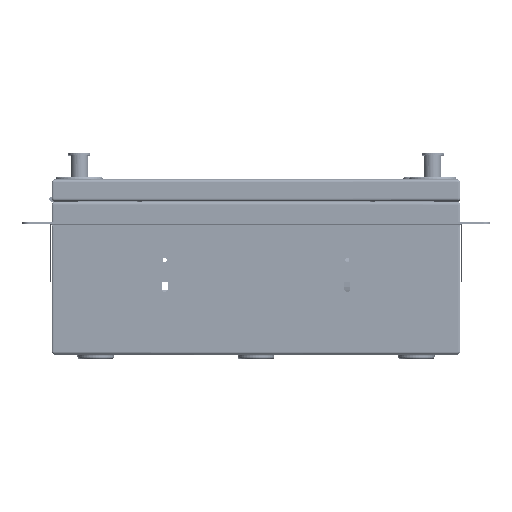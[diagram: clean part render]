
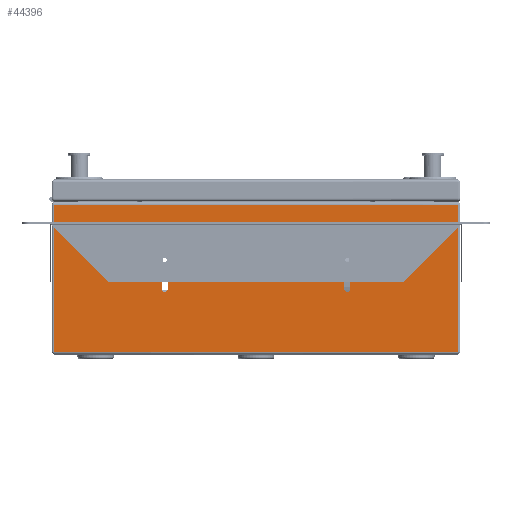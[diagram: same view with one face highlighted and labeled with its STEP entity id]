
A CAD part, front view. The second image highlights one B-rep face of the part: STEP entity #44396.
In plain terms, the highlighted planar face has unit normal (0, -1, 0).
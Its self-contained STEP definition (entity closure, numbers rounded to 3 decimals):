
#1098 = EDGE_LOOP ( 'NONE', ( #90614, #5157, #193445, #102936 ) ) ;
#1178 = CARTESIAN_POINT ( 'NONE',  ( -3.129, -13., 2.15 ) ) ;
#2759 = ORIENTED_EDGE ( 'NONE', *, *, #46304, .F. ) ;
#5157 = ORIENTED_EDGE ( 'NONE', *, *, #9575, .F. ) ;
#7078 = VERTEX_POINT ( 'NONE', #34465 ) ;
#7208 = DIRECTION ( 'NONE',  ( 0., -1., 0. ) ) ;
#7228 = VECTOR ( 'NONE', #194530, 39.37 ) ;
#9575 = EDGE_CURVE ( 'NONE', #34678, #216136, #98325, .T. ) ;
#9753 = CARTESIAN_POINT ( 'NONE',  ( 6.945, -13., 5.152 ) ) ;
#11834 = CARTESIAN_POINT ( 'NONE',  ( 6.945, -13., 0.098 ) ) ;
#12738 = VECTOR ( 'NONE', #45290, 39.37 ) ;
#13750 = DIRECTION ( 'NONE',  ( 0., 0., 1. ) ) ;
#15175 = CARTESIAN_POINT ( 'NONE',  ( 6.945, -13., 5.152 ) ) ;
#16016 = CARTESIAN_POINT ( 'NONE',  ( -7., -13., 0.098 ) ) ;
#20603 = CARTESIAN_POINT ( 'NONE',  ( -3.029, -13., 3.25 ) ) ;
#20778 = LINE ( 'NONE', #73738, #137818 ) ;
#20784 = CIRCLE ( 'NONE', #35912, 0.1 ) ;
#21456 = EDGE_CURVE ( 'NONE', #86419, #176573, #20778, .T. ) ;
#28714 = VECTOR ( 'NONE', #232081, 39.37 ) ;
#29071 = FACE_BOUND ( 'NONE', #71950, .T. ) ;
#29170 = AXIS2_PLACEMENT_3D ( 'NONE', #154822, #172459, #193572 ) ;
#31459 = VERTEX_POINT ( 'NONE', #222717 ) ;
#34465 = CARTESIAN_POINT ( 'NONE',  ( 3.029, -13., 2.25 ) ) ;
#34678 = VERTEX_POINT ( 'NONE', #44520 ) ;
#35912 = AXIS2_PLACEMENT_3D ( 'NONE', #226217, #48573, #225076 ) ;
#37128 = DIRECTION ( 'NONE',  ( 0., 0., 1. ) ) ;
#37202 = DIRECTION ( 'NONE',  ( 0., -1., 0. ) ) ;
#38787 = DIRECTION ( 'NONE',  ( 0., -1., 0. ) ) ;
#39821 = ORIENTED_EDGE ( 'NONE', *, *, #230225, .F. ) ;
#39830 = VERTEX_POINT ( 'NONE', #46406 ) ;
#41580 = CARTESIAN_POINT ( 'NONE',  ( -6.945, -13., 5.152 ) ) ;
#44396 = ADVANCED_FACE ( 'NONE', ( #116224, #29071, #171459 ), #192571, .F. ) ;
#44402 = DIRECTION ( 'NONE',  ( 0., 1., 0. ) ) ;
#44520 = CARTESIAN_POINT ( 'NONE',  ( -6.945, -13., 0.098 ) ) ;
#45290 = DIRECTION ( 'NONE',  ( 0., 0., 1. ) ) ;
#45696 = CARTESIAN_POINT ( 'NONE',  ( 3.229, -13., 3.25 ) ) ;
#46304 = EDGE_CURVE ( 'NONE', #83480, #55150, #130627, .T. ) ;
#46406 = CARTESIAN_POINT ( 'NONE',  ( 3.129, -13., 2.15 ) ) ;
#48317 = AXIS2_PLACEMENT_3D ( 'NONE', #62274, #38787, #219939 ) ;
#48573 = DIRECTION ( 'NONE',  ( 0., -1., 0. ) ) ;
#49554 = VECTOR ( 'NONE', #99264, 39.37 ) ;
#55150 = VERTEX_POINT ( 'NONE', #1178 ) ;
#56077 = DIRECTION ( 'NONE',  ( 0., 0., 1. ) ) ;
#62274 = CARTESIAN_POINT ( 'NONE',  ( -3.129, -13., 3.25 ) ) ;
#62454 = DIRECTION ( 'NONE',  ( 0., 0., -1. ) ) ;
#69768 = CARTESIAN_POINT ( 'NONE',  ( 3.029, -13., 3.25 ) ) ;
#69789 = LINE ( 'NONE', #176861, #7228 ) ;
#71950 = EDGE_LOOP ( 'NONE', ( #171585, #101242, #204045, #173197, #2759 ) ) ;
#73738 = CARTESIAN_POINT ( 'NONE',  ( 3.229, -13., 3.25 ) ) ;
#82543 = EDGE_CURVE ( 'NONE', #144897, #134528, #138071, .T. ) ;
#83480 = VERTEX_POINT ( 'NONE', #111135 ) ;
#86419 = VERTEX_POINT ( 'NONE', #141636 ) ;
#90614 = ORIENTED_EDGE ( 'NONE', *, *, #151183, .T. ) ;
#91067 = DIRECTION ( 'NONE',  ( 0., -1., 0. ) ) ;
#92719 = CARTESIAN_POINT ( 'NONE',  ( 3.029, -13., 3.25 ) ) ;
#94410 = VECTOR ( 'NONE', #215092, 39.37 ) ;
#94908 = EDGE_CURVE ( 'NONE', #55150, #31459, #198283, .T. ) ;
#95160 = ORIENTED_EDGE ( 'NONE', *, *, #138599, .F. ) ;
#98325 = LINE ( 'NONE', #134795, #12738 ) ;
#99264 = DIRECTION ( 'NONE',  ( 0., 0., 1. ) ) ;
#100892 = CARTESIAN_POINT ( 'NONE',  ( 0., -13., 0.048 ) ) ;
#101242 = ORIENTED_EDGE ( 'NONE', *, *, #146190, .F. ) ;
#102936 = ORIENTED_EDGE ( 'NONE', *, *, #82543, .T. ) ;
#104137 = CARTESIAN_POINT ( 'NONE',  ( -3.129, -13., 2.25 ) ) ;
#104362 = DIRECTION ( 'NONE',  ( -1., 0., 0. ) ) ;
#106410 = DIRECTION ( 'NONE',  ( 0., 0., -1. ) ) ;
#111135 = CARTESIAN_POINT ( 'NONE',  ( -3.229, -13., 2.25 ) ) ;
#113693 = VECTOR ( 'NONE', #104362, 39.37 ) ;
#116224 = FACE_BOUND ( 'NONE', #151968, .T. ) ;
#120643 = VECTOR ( 'NONE', #37128, 39.37 ) ;
#122942 = CIRCLE ( 'NONE', #141755, 0.1 ) ;
#123453 = LINE ( 'NONE', #15175, #94410 ) ;
#126093 = VERTEX_POINT ( 'NONE', #146602 ) ;
#130627 = CIRCLE ( 'NONE', #149436, 0.1 ) ;
#134528 = VERTEX_POINT ( 'NONE', #9753 ) ;
#134702 = CIRCLE ( 'NONE', #48317, 0.1 ) ;
#134795 = CARTESIAN_POINT ( 'NONE',  ( -6.945, -13., 0.048 ) ) ;
#136174 = ORIENTED_EDGE ( 'NONE', *, *, #218789, .F. ) ;
#136889 = CARTESIAN_POINT ( 'NONE',  ( 6.945, -13., 0.048 ) ) ;
#137818 = VECTOR ( 'NONE', #56077, 39.37 ) ;
#138071 = LINE ( 'NONE', #136889, #49554 ) ;
#138599 = EDGE_CURVE ( 'NONE', #176573, #170594, #223331, .T. ) ;
#139793 = EDGE_CURVE ( 'NONE', #7078, #39830, #20784, .T. ) ;
#141636 = CARTESIAN_POINT ( 'NONE',  ( 3.229, -13., 2.25 ) ) ;
#141755 = AXIS2_PLACEMENT_3D ( 'NONE', #151901, #7208, #62454 ) ;
#142625 = ORIENTED_EDGE ( 'NONE', *, *, #139793, .F. ) ;
#144897 = VERTEX_POINT ( 'NONE', #11834 ) ;
#146190 = EDGE_CURVE ( 'NONE', #225615, #126093, #134702, .T. ) ;
#146580 = CARTESIAN_POINT ( 'NONE',  ( 3.129, -13., 3.25 ) ) ;
#146602 = CARTESIAN_POINT ( 'NONE',  ( -3.229, -13., 3.25 ) ) ;
#149436 = AXIS2_PLACEMENT_3D ( 'NONE', #104137, #91067, #106410 ) ;
#151183 = EDGE_CURVE ( 'NONE', #134528, #216136, #123453, .T. ) ;
#151901 = CARTESIAN_POINT ( 'NONE',  ( 3.129, -13., 2.25 ) ) ;
#151968 = EDGE_LOOP ( 'NONE', ( #136174, #95160, #193023, #39821, #142625 ) ) ;
#154822 = CARTESIAN_POINT ( 'NONE',  ( -3.129, -13., 2.25 ) ) ;
#170594 = VERTEX_POINT ( 'NONE', #92719 ) ;
#171459 = FACE_OUTER_BOUND ( 'NONE', #1098, .T. ) ;
#171585 = ORIENTED_EDGE ( 'NONE', *, *, #196101, .F. ) ;
#172459 = DIRECTION ( 'NONE',  ( 0., -1., 0. ) ) ;
#173197 = ORIENTED_EDGE ( 'NONE', *, *, #94908, .F. ) ;
#174495 = AXIS2_PLACEMENT_3D ( 'NONE', #146580, #37202, #180711 ) ;
#174719 = EDGE_CURVE ( 'NONE', #31459, #225615, #181778, .T. ) ;
#176573 = VERTEX_POINT ( 'NONE', #45696 ) ;
#176861 = CARTESIAN_POINT ( 'NONE',  ( -3.229, -13., 3.25 ) ) ;
#180711 = DIRECTION ( 'NONE',  ( 0., 0., -1. ) ) ;
#181778 = LINE ( 'NONE', #20603, #120643 ) ;
#185830 = CARTESIAN_POINT ( 'NONE',  ( -3.029, -13., 3.25 ) ) ;
#192571 = PLANE ( 'NONE',  #227794 ) ;
#193023 = ORIENTED_EDGE ( 'NONE', *, *, #21456, .F. ) ;
#193445 = ORIENTED_EDGE ( 'NONE', *, *, #200518, .F. ) ;
#193572 = DIRECTION ( 'NONE',  ( 0., 0., -1. ) ) ;
#194530 = DIRECTION ( 'NONE',  ( 0., 0., -1. ) ) ;
#196101 = EDGE_CURVE ( 'NONE', #126093, #83480, #69789, .T. ) ;
#198283 = CIRCLE ( 'NONE', #29170, 0.1 ) ;
#200518 = EDGE_CURVE ( 'NONE', #144897, #34678, #231272, .T. ) ;
#204045 = ORIENTED_EDGE ( 'NONE', *, *, #174719, .F. ) ;
#215092 = DIRECTION ( 'NONE',  ( -1., 0., 0. ) ) ;
#216136 = VERTEX_POINT ( 'NONE', #41580 ) ;
#218789 = EDGE_CURVE ( 'NONE', #170594, #7078, #230905, .T. ) ;
#219939 = DIRECTION ( 'NONE',  ( 0., 0., -1. ) ) ;
#222717 = CARTESIAN_POINT ( 'NONE',  ( -3.029, -13., 2.25 ) ) ;
#223331 = CIRCLE ( 'NONE', #174495, 0.1 ) ;
#225076 = DIRECTION ( 'NONE',  ( 0., 0., -1. ) ) ;
#225615 = VERTEX_POINT ( 'NONE', #185830 ) ;
#226217 = CARTESIAN_POINT ( 'NONE',  ( 3.129, -13., 2.25 ) ) ;
#227794 = AXIS2_PLACEMENT_3D ( 'NONE', #100892, #44402, #13750 ) ;
#230225 = EDGE_CURVE ( 'NONE', #39830, #86419, #122942, .T. ) ;
#230905 = LINE ( 'NONE', #69768, #28714 ) ;
#231272 = LINE ( 'NONE', #16016, #113693 ) ;
#232081 = DIRECTION ( 'NONE',  ( 0., 0., -1. ) ) ;
